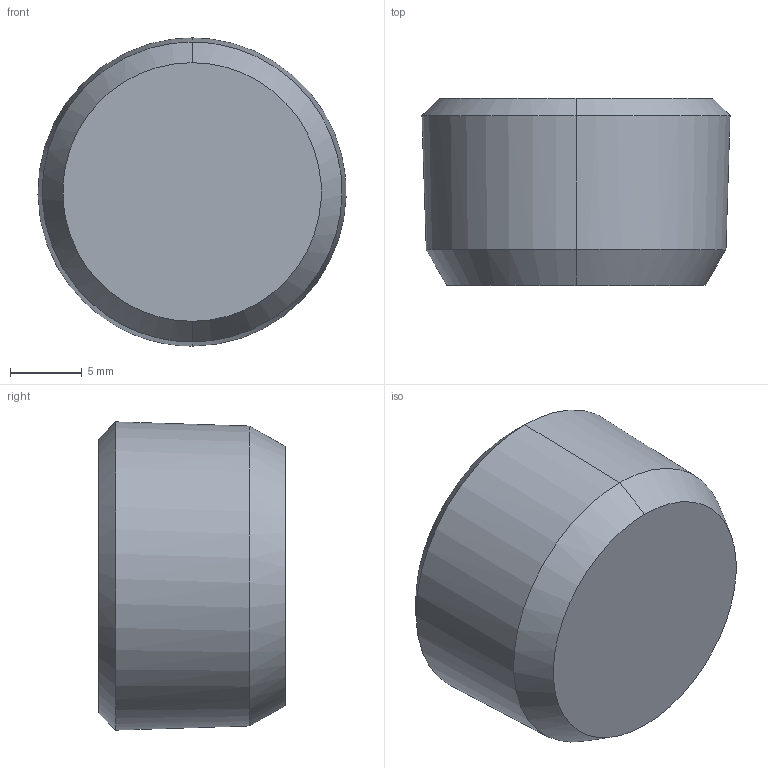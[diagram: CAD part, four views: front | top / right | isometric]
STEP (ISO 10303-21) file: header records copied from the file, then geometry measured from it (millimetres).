
FILE_DESCRIPTION (( 'STEP AP214' ), '1' );
FILE_NAME ('DRF.STOP04_IC_ZK.STEP', '2018-09-05T07:22:34', ( '' ), ( '' ), 'SwSTEP 2.0', 'SolidWorks 2018', '' );
FILE_SCHEMA (( 'AUTOMOTIVE_DESIGN' ));
Length unit declared in the file: millimetre
Products named in the file (1): DRF.STOP04_IC_ZK
Bounding box: 21.44 x 13 x 21.45 mm (x, y, z)
Volume: 3629.9 mm3; surface area: 1708.9 mm2
Topology: 1 solids, 1 shells, 36 faces, 84 edges, 49 vertices
Faces by surface type: bspline 36
Entity records: 1217 total; most frequent: CARTESIAN_POINT 692, ORIENTED_EDGE 164, EDGE_CURVE 82, B_SPLINE_CURVE_WITH_KNOTS 59, VERTEX_POINT 49, EDGE_LOOP 37, ADVANCED_FACE 36, FACE_OUTER_BOUND 36
